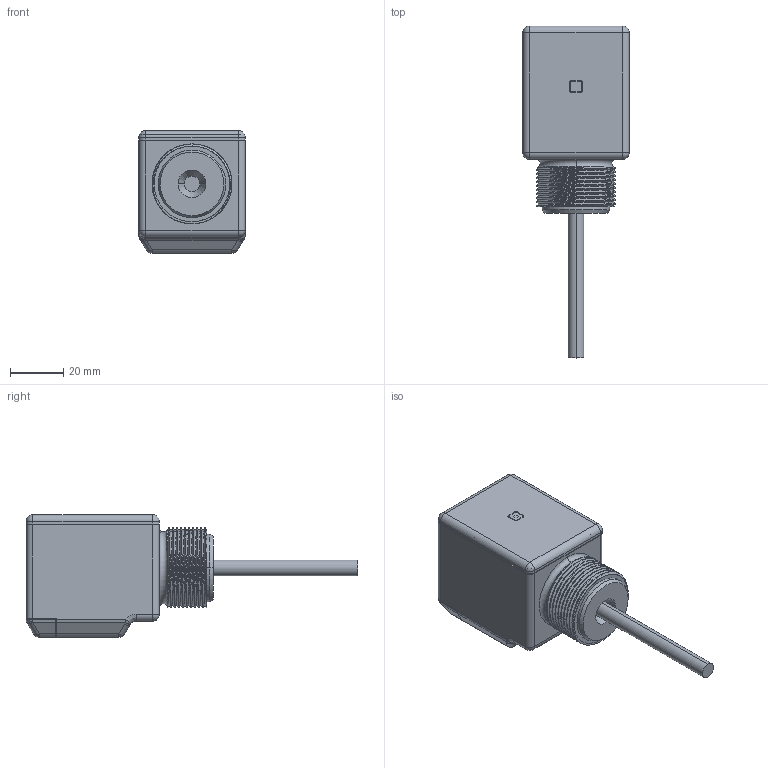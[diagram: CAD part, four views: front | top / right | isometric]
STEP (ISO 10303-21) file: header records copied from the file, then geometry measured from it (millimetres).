
FILE_DESCRIPTION((''),'2;1');
FILE_NAME('156728_ASM','2015-11-06T',('pdmadmin'),(''),'PRO/ENGINEER BY PARAMETRIC TECHNOLOGY CORPORATION, 2013230','PRO/ENGINEER BY PARAMETRIC TECHNOLOGY CORPORATION, 2013230','');
FILE_SCHEMA(('CONFIG_CONTROL_DESIGN'));
Length unit declared in the file: inch
Products named in the file (11): 32190_AF0; 32191; 32192; 70026; 32458; 141181; 01804; 37042_ASM; 09461; 69966; 156728_ASM
Assembly tree (11 placements, depth 3):
  156728_ASM
    32190_AF0
    32191  x2
    32192
    70026
    37042_ASM
      32458
      141181
      01804
    09461
    69966
Bounding box: 39.98 x 124.61 x 46.08 mm (x, y, z)
Volume: 31583.8 mm3; surface area: 43994.3 mm2
Topology: 10 solids, 11 shells, 496 faces, 1215 edges, 763 vertices
Faces by surface type: plane 196, cylinder 188, cone 52, sphere 24, bspline 22, torus 12, revolution 2
Entity records: 18253 total; most frequent: CARTESIAN_POINT 7095, DIRECTION 2337, ORIENTED_EDGE 2238, EDGE_CURVE 1121, AXIS2_PLACEMENT_3D 873, VERTEX_POINT 710, VECTOR 589, LINE 589
